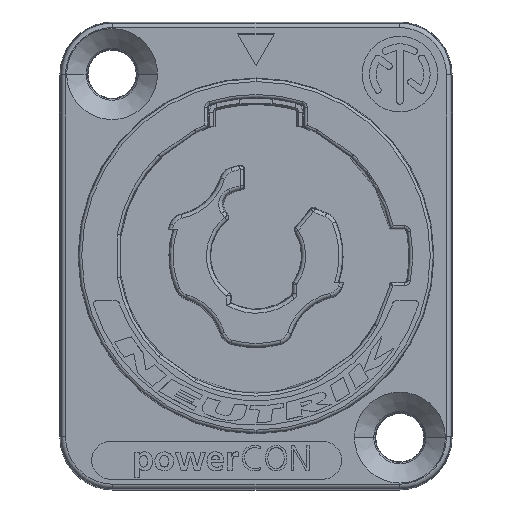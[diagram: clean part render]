
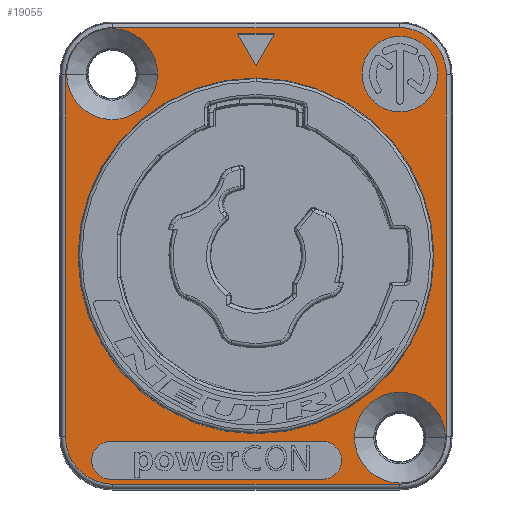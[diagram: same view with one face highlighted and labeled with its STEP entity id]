
A CAD part, top view. The second image highlights one B-rep face of the part: STEP entity #19055.
In plain terms, the highlighted planar face has unit normal (0, 0, 1).
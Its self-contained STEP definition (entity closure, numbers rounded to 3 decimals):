
#1582=CARTESIAN_POINT('',(9.5,12.,4.5));
#1583=DIRECTION('',(0.,0.,1.));
#1584=DIRECTION('',(1.,0.,0.));
#1585=AXIS2_PLACEMENT_3D('',#1582,#1583,#1584);
#1587=CARTESIAN_POINT('',(9.5,12.,4.5));
#1588=DIRECTION('',(0.,0.,1.));
#1589=DIRECTION('',(-1.,0.,0.));
#1590=AXIS2_PLACEMENT_3D('',#1587,#1588,#1589);
#1592=CARTESIAN_POINT('',(-9.6,-13.5,4.5));
#1593=DIRECTION('',(0.,0.,1.));
#1594=DIRECTION('',(0.,1.,0.));
#1595=AXIS2_PLACEMENT_3D('',#1592,#1593,#1594);
#1597=DIRECTION('',(1.,0.,0.));
#1598=VECTOR('',#1597,14.);
#1599=CARTESIAN_POINT('',(-9.6,-14.75,4.5));
#1600=LINE('',#1599,#1598);
#1601=CARTESIAN_POINT('',(4.4,-13.5,4.5));
#1602=DIRECTION('',(0.,0.,1.));
#1603=DIRECTION('',(0.,-1.,0.));
#1604=AXIS2_PLACEMENT_3D('',#1601,#1602,#1603);
#1606=DIRECTION('',(-1.,0.,0.));
#1607=VECTOR('',#1606,14.);
#1608=CARTESIAN_POINT('',(4.4,-12.25,4.5));
#1609=LINE('',#1608,#1607);
#1610=DIRECTION('',(0.5,-0.866,0.));
#1611=VECTOR('',#1610,2.4);
#1612=CARTESIAN_POINT('',(-1.2,14.65,4.5));
#1613=LINE('',#1612,#1611);
#1614=DIRECTION('',(0.5,0.866,0.));
#1615=VECTOR('',#1614,2.4);
#1616=CARTESIAN_POINT('',(0.,12.572,4.5));
#1617=LINE('',#1616,#1615);
#1618=DIRECTION('',(-1.,0.,0.));
#1619=VECTOR('',#1618,2.4);
#1620=CARTESIAN_POINT('',(1.2,14.65,4.5));
#1621=LINE('',#1620,#1619);
#1622=CARTESIAN_POINT('',(-9.5,12.,4.5));
#1623=DIRECTION('',(0.,0.,-1.));
#1624=DIRECTION('',(1.,0.,0.));
#1625=AXIS2_PLACEMENT_3D('',#1622,#1623,#1624);
#1627=CARTESIAN_POINT('',(-9.5,12.,4.5));
#1628=DIRECTION('',(0.,0.,-1.));
#1629=DIRECTION('',(-1.,0.,0.));
#1630=AXIS2_PLACEMENT_3D('',#1627,#1628,#1629);
#1632=CARTESIAN_POINT('',(9.5,-12.,4.5));
#1633=DIRECTION('',(0.,0.,-1.));
#1634=DIRECTION('',(-1.,0.,0.));
#1635=AXIS2_PLACEMENT_3D('',#1632,#1633,#1634);
#1637=CARTESIAN_POINT('',(9.5,-12.,4.5));
#1638=DIRECTION('',(0.,0.,-1.));
#1639=DIRECTION('',(1.,0.,0.));
#1640=AXIS2_PLACEMENT_3D('',#1637,#1638,#1639);
#1642=CARTESIAN_POINT('',(-9.45,-11.95,4.5));
#1643=DIRECTION('',(0.,0.,1.));
#1644=DIRECTION('',(-1.,0.,0.));
#1645=AXIS2_PLACEMENT_3D('',#1642,#1643,#1644);
#1647=DIRECTION('',(0.,-1.,0.));
#1648=VECTOR('',#1647,23.9);
#1649=CARTESIAN_POINT('',(-12.577,11.95,4.5));
#1650=LINE('',#1649,#1648);
#1651=CARTESIAN_POINT('',(-9.45,11.95,4.5));
#1652=DIRECTION('',(0.,0.,1.));
#1653=DIRECTION('',(0.,1.,0.));
#1654=AXIS2_PLACEMENT_3D('',#1651,#1652,#1653);
#1656=DIRECTION('',(-1.,0.,0.));
#1657=VECTOR('',#1656,18.9);
#1658=CARTESIAN_POINT('',(9.45,15.077,4.5));
#1659=LINE('',#1658,#1657);
#1660=CARTESIAN_POINT('',(9.45,11.95,4.5));
#1661=DIRECTION('',(0.,0.,1.));
#1662=DIRECTION('',(1.,0.,0.));
#1663=AXIS2_PLACEMENT_3D('',#1660,#1661,#1662);
#1665=DIRECTION('',(0.,1.,0.));
#1666=VECTOR('',#1665,23.9);
#1667=CARTESIAN_POINT('',(12.577,-11.95,4.5));
#1668=LINE('',#1667,#1666);
#1669=CARTESIAN_POINT('',(9.45,-11.95,4.5));
#1670=DIRECTION('',(0.,0.,1.));
#1671=DIRECTION('',(0.,-1.,0.));
#1672=AXIS2_PLACEMENT_3D('',#1669,#1670,#1671);
#1674=DIRECTION('',(1.,0.,0.));
#1675=VECTOR('',#1674,18.9);
#1676=CARTESIAN_POINT('',(-9.45,-15.077,4.5));
#1677=LINE('',#1676,#1675);
#1683=CARTESIAN_POINT('',(0.,0.,4.5));
#1684=DIRECTION('',(0.,0.,-1.));
#1685=DIRECTION('',(0.,1.,0.));
#1686=AXIS2_PLACEMENT_3D('',#1683,#1684,#1685);
#3034=CARTESIAN_POINT('',(0.,0.,4.5));
#3035=DIRECTION('',(0.,0.,1.));
#3036=DIRECTION('',(0.,1.,0.));
#3037=AXIS2_PLACEMENT_3D('',#3034,#3035,#3036);
#15383=CARTESIAN_POINT('',(0.,11.75,4.5));
#15384=CARTESIAN_POINT('',(0.,-11.75,4.5));
#15385=VERTEX_POINT('',#15383);
#15386=VERTEX_POINT('',#15384);
#15421=CARTESIAN_POINT('',(12.,12.,4.5));
#15422=CARTESIAN_POINT('',(7.,12.,4.5));
#15423=VERTEX_POINT('',#15421);
#15424=VERTEX_POINT('',#15422);
#15425=CARTESIAN_POINT('',(-9.6,-12.25,4.5));
#15426=CARTESIAN_POINT('',(-9.6,-14.75,4.5));
#15427=VERTEX_POINT('',#15425);
#15428=VERTEX_POINT('',#15426);
#15429=CARTESIAN_POINT('',(4.4,-14.75,4.5));
#15430=VERTEX_POINT('',#15429);
#15431=CARTESIAN_POINT('',(4.4,-12.25,4.5));
#15432=VERTEX_POINT('',#15431);
#15433=CARTESIAN_POINT('',(-1.2,14.65,4.5));
#15434=CARTESIAN_POINT('',(0.,12.572,4.5));
#15435=VERTEX_POINT('',#15433);
#15436=VERTEX_POINT('',#15434);
#15437=CARTESIAN_POINT('',(1.2,14.65,4.5));
#15438=VERTEX_POINT('',#15437);
#16960=CARTESIAN_POINT('',(-6.5,12.,4.5));
#16961=CARTESIAN_POINT('',(-12.5,12.,4.5));
#16962=VERTEX_POINT('',#16960);
#16963=VERTEX_POINT('',#16961);
#16968=CARTESIAN_POINT('',(6.5,-12.,4.5));
#16969=CARTESIAN_POINT('',(12.5,-12.,4.5));
#16970=VERTEX_POINT('',#16968);
#16971=VERTEX_POINT('',#16969);
#16980=CARTESIAN_POINT('',(-12.577,-11.95,4.5));
#16981=CARTESIAN_POINT('',(-9.45,-15.077,4.5));
#16982=VERTEX_POINT('',#16980);
#16983=VERTEX_POINT('',#16981);
#16988=CARTESIAN_POINT('',(9.45,-15.077,4.5));
#16989=VERTEX_POINT('',#16988);
#16992=CARTESIAN_POINT('',(12.577,-11.95,4.5));
#16993=VERTEX_POINT('',#16992);
#16996=CARTESIAN_POINT('',(12.577,11.95,4.5));
#16997=VERTEX_POINT('',#16996);
#17000=CARTESIAN_POINT('',(9.45,15.077,4.5));
#17001=VERTEX_POINT('',#17000);
#17004=CARTESIAN_POINT('',(-9.45,15.077,4.5));
#17005=VERTEX_POINT('',#17004);
#17008=CARTESIAN_POINT('',(-12.577,11.95,4.5));
#17009=VERTEX_POINT('',#17008);
#18991=CARTESIAN_POINT('',(0.,0.,4.5));
#18992=DIRECTION('',(0.,0.,-1.));
#18993=DIRECTION('',(0.,-1.,0.));
#18994=AXIS2_PLACEMENT_3D('',#18991,#18992,#18993);
#18995=PLANE('',#18994);
#18997=ORIENTED_EDGE('',*,*,#18996,.F.);
#18999=ORIENTED_EDGE('',*,*,#18998,.F.);
#19001=ORIENTED_EDGE('',*,*,#19000,.F.);
#19002=ORIENTED_EDGE('',*,*,#18981,.F.);
#19004=ORIENTED_EDGE('',*,*,#19003,.F.);
#19006=ORIENTED_EDGE('',*,*,#19005,.F.);
#19008=ORIENTED_EDGE('',*,*,#19007,.F.);
#19010=ORIENTED_EDGE('',*,*,#19009,.F.);
#19011=EDGE_LOOP('',(#18997,#18999,#19001,#19002,#19004,#19006,#19008,#19010));
#19012=FACE_OUTER_BOUND('',#19011,.F.);
#19014=ORIENTED_EDGE('',*,*,#19013,.T.);
#19016=ORIENTED_EDGE('',*,*,#19015,.T.);
#19017=EDGE_LOOP('',(#19014,#19016));
#19018=FACE_BOUND('',#19017,.F.);
#19020=ORIENTED_EDGE('',*,*,#19019,.T.);
#19022=ORIENTED_EDGE('',*,*,#19021,.T.);
#19024=ORIENTED_EDGE('',*,*,#19023,.T.);
#19026=ORIENTED_EDGE('',*,*,#19025,.T.);
#19027=EDGE_LOOP('',(#19020,#19022,#19024,#19026));
#19028=FACE_BOUND('',#19027,.F.);
#19030=ORIENTED_EDGE('',*,*,#19029,.T.);
#19032=ORIENTED_EDGE('',*,*,#19031,.T.);
#19034=ORIENTED_EDGE('',*,*,#19033,.T.);
#19035=EDGE_LOOP('',(#19030,#19032,#19034));
#19036=FACE_BOUND('',#19035,.F.);
#19038=ORIENTED_EDGE('',*,*,#19037,.F.);
#19040=ORIENTED_EDGE('',*,*,#19039,.F.);
#19041=EDGE_LOOP('',(#19038,#19040));
#19042=FACE_BOUND('',#19041,.F.);
#19044=ORIENTED_EDGE('',*,*,#19043,.F.);
#19046=ORIENTED_EDGE('',*,*,#19045,.F.);
#19047=EDGE_LOOP('',(#19044,#19046));
#19048=FACE_BOUND('',#19047,.F.);
#19050=ORIENTED_EDGE('',*,*,#19049,.F.);
#19052=ORIENTED_EDGE('',*,*,#19051,.T.);
#19053=EDGE_LOOP('',(#19050,#19052));
#19054=FACE_BOUND('',#19053,.F.);
#19055=ADVANCED_FACE('',(#19012,#19018,#19028,#19036,#19042,#19048,#19054),
#18995,.F.);
#1586=CIRCLE('',#1585,2.5);
#1591=CIRCLE('',#1590,2.5);
#1596=CIRCLE('',#1595,1.25);
#1605=CIRCLE('',#1604,1.25);
#1626=CIRCLE('',#1625,3.);
#1631=CIRCLE('',#1630,3.);
#1636=CIRCLE('',#1635,3.);
#1641=CIRCLE('',#1640,3.);
#1646=CIRCLE('',#1645,3.127);
#1655=CIRCLE('',#1654,3.127);
#1664=CIRCLE('',#1663,3.127);
#1673=CIRCLE('',#1672,3.127);
#1687=CIRCLE('',#1686,11.75);
#3038=CIRCLE('',#3037,11.75);
#18981=EDGE_CURVE('',#17001,#17005,#1659,.T.);
#18996=EDGE_CURVE('',#16982,#16983,#1646,.T.);
#18998=EDGE_CURVE('',#17009,#16982,#1650,.T.);
#19000=EDGE_CURVE('',#17005,#17009,#1655,.T.);
#19003=EDGE_CURVE('',#16997,#17001,#1664,.T.);
#19005=EDGE_CURVE('',#16993,#16997,#1668,.T.);
#19007=EDGE_CURVE('',#16989,#16993,#1673,.T.);
#19009=EDGE_CURVE('',#16983,#16989,#1677,.T.);
#19013=EDGE_CURVE('',#15423,#15424,#1586,.T.);
#19015=EDGE_CURVE('',#15424,#15423,#1591,.T.);
#19019=EDGE_CURVE('',#15427,#15428,#1596,.T.);
#19021=EDGE_CURVE('',#15428,#15430,#1600,.T.);
#19023=EDGE_CURVE('',#15430,#15432,#1605,.T.);
#19025=EDGE_CURVE('',#15432,#15427,#1609,.T.);
#19029=EDGE_CURVE('',#15435,#15436,#1613,.T.);
#19031=EDGE_CURVE('',#15436,#15438,#1617,.T.);
#19033=EDGE_CURVE('',#15438,#15435,#1621,.T.);
#19037=EDGE_CURVE('',#16962,#16963,#1626,.T.);
#19039=EDGE_CURVE('',#16963,#16962,#1631,.T.);
#19043=EDGE_CURVE('',#16970,#16971,#1636,.T.);
#19045=EDGE_CURVE('',#16971,#16970,#1641,.T.);
#19049=EDGE_CURVE('',#15385,#15386,#1687,.T.);
#19051=EDGE_CURVE('',#15385,#15386,#3038,.T.);
